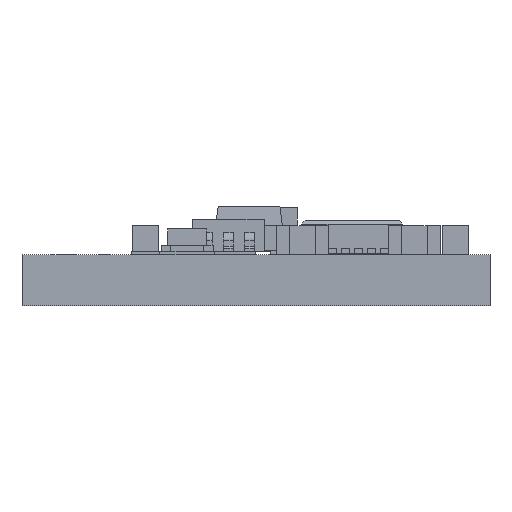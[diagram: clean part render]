
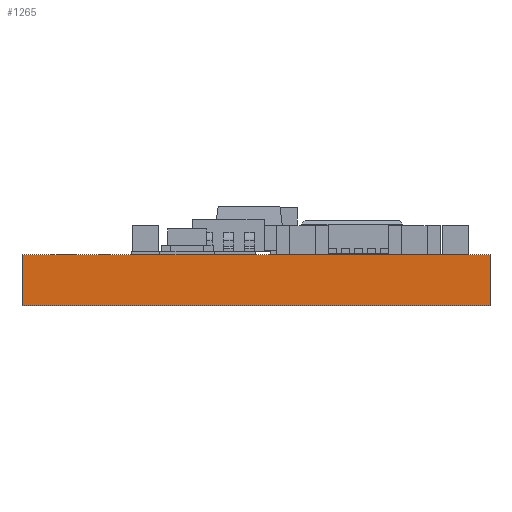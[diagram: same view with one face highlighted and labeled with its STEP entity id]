
A CAD part, front view. The second image highlights one B-rep face of the part: STEP entity #1265.
In plain terms, the highlighted planar face has unit normal (0, -1, 0).
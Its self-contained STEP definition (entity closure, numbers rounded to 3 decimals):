
#1239 = VERTEX_POINT('',#1240);
#1240 = CARTESIAN_POINT('',(14.4,0.,0.));
#1248 = VERTEX_POINT('',#1249);
#1249 = CARTESIAN_POINT('',(14.4,0.,1.57));
#1255 = EDGE_CURVE('',#1239,#1248,#1256,.T.);
#1256 = LINE('',#1257,#1258);
#1257 = CARTESIAN_POINT('',(14.4,0.,0.));
#1258 = VECTOR('',#1259,1.);
#1259 = DIRECTION('',(0.,0.,1.));
#1265 = ADVANCED_FACE('',(#1266),#1291,.T.);
#1266 = FACE_BOUND('',#1267,.T.);
#1267 = EDGE_LOOP('',(#1268,#1276,#1277,#1285));
#1268 = ORIENTED_EDGE('',*,*,#1269,.T.);
#1269 = EDGE_CURVE('',#1270,#1239,#1272,.T.);
#1270 = VERTEX_POINT('',#1271);
#1271 = CARTESIAN_POINT('',(0.,0.,0.));
#1272 = LINE('',#1273,#1274);
#1273 = CARTESIAN_POINT('',(0.,0.,0.));
#1274 = VECTOR('',#1275,1.);
#1275 = DIRECTION('',(1.,0.,0.));
#1276 = ORIENTED_EDGE('',*,*,#1255,.T.);
#1277 = ORIENTED_EDGE('',*,*,#1278,.F.);
#1278 = EDGE_CURVE('',#1279,#1248,#1281,.T.);
#1279 = VERTEX_POINT('',#1280);
#1280 = CARTESIAN_POINT('',(0.,0.,1.57));
#1281 = LINE('',#1282,#1283);
#1282 = CARTESIAN_POINT('',(0.,0.,1.57));
#1283 = VECTOR('',#1284,1.);
#1284 = DIRECTION('',(1.,0.,0.));
#1285 = ORIENTED_EDGE('',*,*,#1286,.F.);
#1286 = EDGE_CURVE('',#1270,#1279,#1287,.T.);
#1287 = LINE('',#1288,#1289);
#1288 = CARTESIAN_POINT('',(0.,0.,0.));
#1289 = VECTOR('',#1290,1.);
#1290 = DIRECTION('',(0.,0.,1.));
#1291 = PLANE('',#1292);
#1292 = AXIS2_PLACEMENT_3D('',#1293,#1294,#1295);
#1293 = CARTESIAN_POINT('',(0.,0.,0.));
#1294 = DIRECTION('',(0.,-1.,0.));
#1295 = DIRECTION('',(1.,0.,0.));
